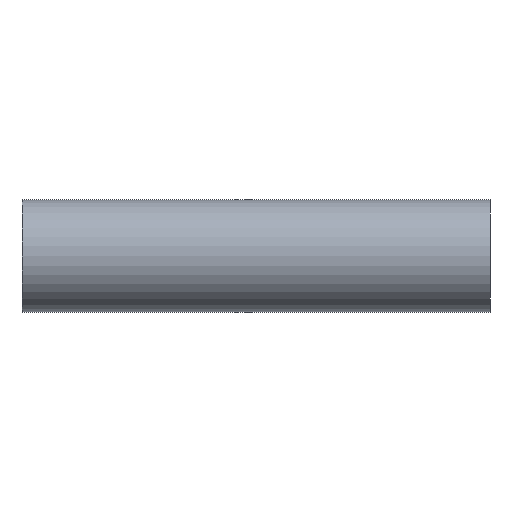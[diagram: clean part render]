
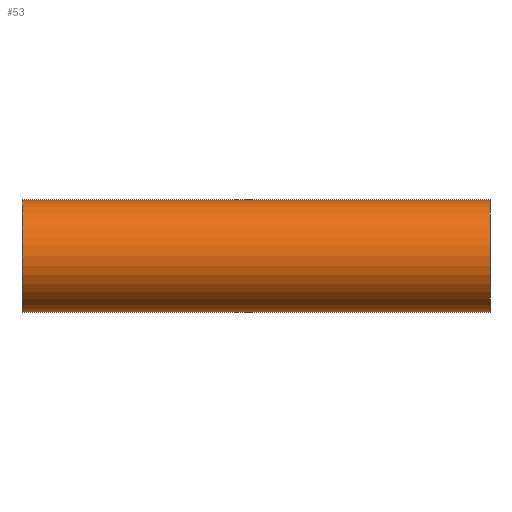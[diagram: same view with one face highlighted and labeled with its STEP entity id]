
A CAD part, front view. The second image highlights one B-rep face of the part: STEP entity #53.
In plain terms, the highlighted cylindrical face has radius 600 mm (diameter 1200 mm), a partial arc.
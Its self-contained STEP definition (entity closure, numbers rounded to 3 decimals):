
#53 = ADVANCED_FACE( '', ( #123 ), #124, .T. );
#55 = EDGE_CURVE( '', #91, #85, #126, .T. );
#57 = EDGE_CURVE( '', #99, #91, #128, .T. );
#73 = EDGE_CURVE( '', #101, #99, #147, .T. );
#85 = VERTEX_POINT( '', #161 );
#91 = VERTEX_POINT( '', #169 );
#95 = EDGE_CURVE( '', #85, #101, #173, .T. );
#99 = VERTEX_POINT( '', #177 );
#101 = VERTEX_POINT( '', #179 );
#123 = FACE_OUTER_BOUND( '', #190, .T. );
#124 = CYLINDRICAL_SURFACE( '', #191, 600. );
#126 = CIRCLE( '', #194, 600. );
#128 = LINE( '', #197, #198 );
#147 = CIRCLE( '', #221, 600. );
#161 = CARTESIAN_POINT( '', ( 5000., 0., 600. ) );
#169 = CARTESIAN_POINT( '', ( 5000., 0., -600. ) );
#173 = LINE( '', #253, #254 );
#177 = CARTESIAN_POINT( '', ( 0., 0., -600. ) );
#179 = CARTESIAN_POINT( '', ( 0., 0., 600. ) );
#190 = EDGE_LOOP( '', ( #268, #269, #270, #271 ) );
#191 = AXIS2_PLACEMENT_3D( '', #272, #273, #274 );
#194 = AXIS2_PLACEMENT_3D( '', #275, #276, #277 );
#197 = CARTESIAN_POINT( '', ( 0., 0., -600. ) );
#198 = VECTOR( '', #278, 1. );
#221 = AXIS2_PLACEMENT_3D( '', #299, #300, #301 );
#253 = CARTESIAN_POINT( '', ( 0., 0., 600. ) );
#254 = VECTOR( '', #336, 1. );
#268 = ORIENTED_EDGE( '', *, *, #57, .T. );
#269 = ORIENTED_EDGE( '', *, *, #55, .T. );
#270 = ORIENTED_EDGE( '', *, *, #95, .T. );
#271 = ORIENTED_EDGE( '', *, *, #73, .T. );
#272 = CARTESIAN_POINT( '', ( 0., 0., 0. ) );
#273 = DIRECTION( '', ( -1., 0., 0. ) );
#274 = DIRECTION( '', ( 0., 0., -1. ) );
#275 = CARTESIAN_POINT( '', ( 5000., 0., 0. ) );
#276 = DIRECTION( '', ( -1., 0., 0. ) );
#277 = DIRECTION( '', ( 0., 0., -1. ) );
#278 = DIRECTION( '', ( 1., 0., 0. ) );
#299 = CARTESIAN_POINT( '', ( 0., 0., 0. ) );
#300 = DIRECTION( '', ( 1., 0., 0. ) );
#301 = DIRECTION( '', ( 0., 0., -1. ) );
#336 = DIRECTION( '', ( -1., 0., 0. ) );
